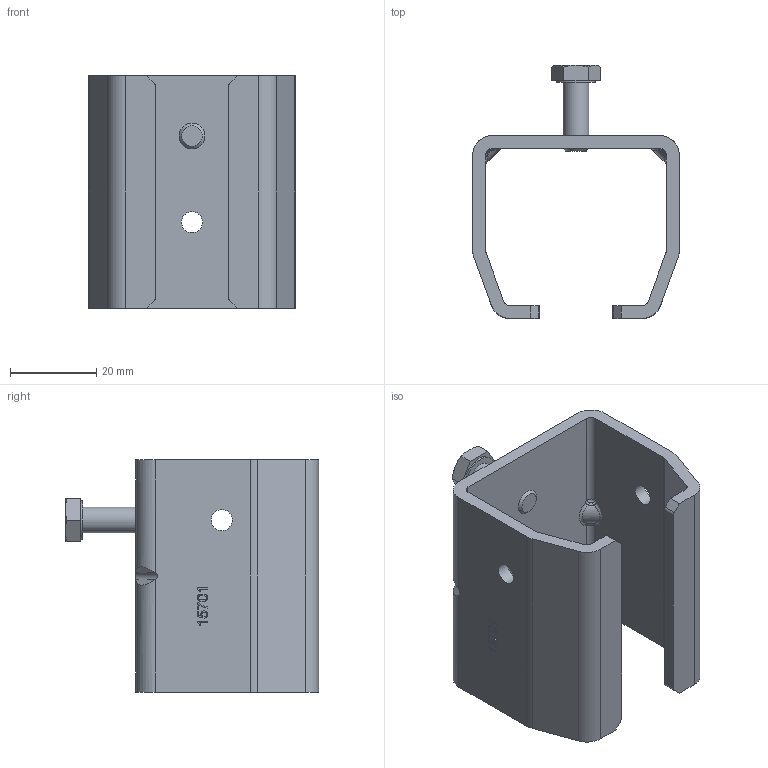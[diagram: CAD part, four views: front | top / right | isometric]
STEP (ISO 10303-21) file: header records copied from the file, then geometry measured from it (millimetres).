
FILE_DESCRIPTION((''),'2;1');
FILE_NAME('9038.stp','2010-10-07T12:21:41',('giuliano'),(''),'Autodesk Inventor 2011','Autodesk Inventor 2011','');
FILE_SCHEMA(('AUTOMOTIVE_DESIGN { 1 0 10303 214 1 1 1 1 }'));
Length unit declared in the file: millimetre
Products named in the file (3): 9038; 15701; 04564
Assembly tree (2 placements, depth 2):
  9038
    15701
    04564
Bounding box: 48 x 58.89 x 54 mm (x, y, z)
Volume: 23234.6 mm3; surface area: 16908.5 mm2
Topology: 2 solids, 2 shells, 199 faces, 514 edges, 336 vertices
Faces by surface type: plane 108, cylinder 50, bspline 34, cone 7
Full cylindrical faces by diameter (mm): 1.151 x1, 1.25 x1, 4.917 x4, 6 x1, 8.88 x1
Entity records: 6463 total; most frequent: CARTESIAN_POINT 1673, ORIENTED_EDGE 1004, DIRECTION 893, EDGE_CURVE 502, VERTEX_POINT 333, VECTOR 323, LINE 323, AXIS2_PLACEMENT_3D 285
